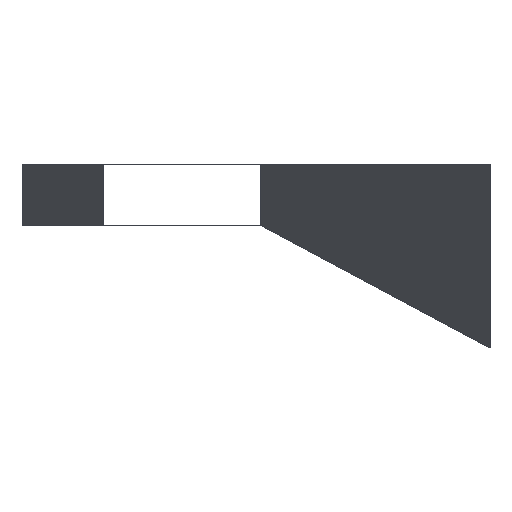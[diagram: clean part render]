
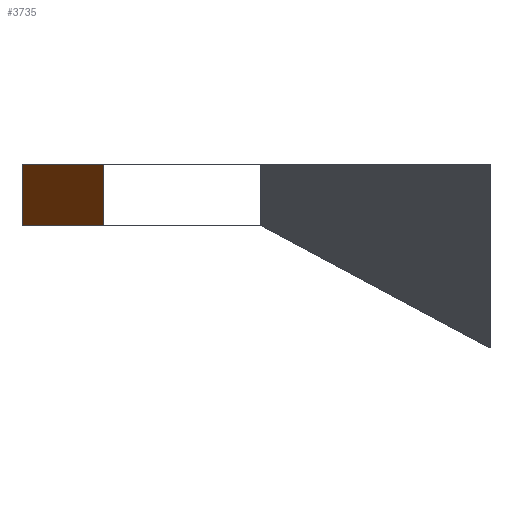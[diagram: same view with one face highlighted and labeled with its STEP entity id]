
A CAD part, left-side view. The second image highlights one B-rep face of the part: STEP entity #3735.
In plain terms, the highlighted face is a extrusion surface.
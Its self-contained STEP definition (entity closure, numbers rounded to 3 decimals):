
#627 = SURFACE_OF_LINEAR_EXTRUSION('',$  /*   NUL REF   */,#628);
#628 = VECTOR('',#629,1.);
#629 = DIRECTION('',(0.,0.,1.));
#1542 = SURFACE_OF_LINEAR_EXTRUSION('',$  /*   NUL REF   */,#1543);
#1543 = VECTOR('',#1544,1.);
#1544 = DIRECTION('',(0.,0.,1.));
#2841 = B_SPLINE_SURFACE_WITH_KNOTS('',1,1,(
    (#2842,#2843)
    ,(#2844,#2845
    )),.UNSPECIFIED.,.F.,.F.,.F.,(2,2),(2,2),(0.,4.818),(
    0.,1.),.PIECEWISE_BEZIER_KNOTS.);
#2842 = CARTESIAN_POINT('',(-46.758,-14.982,-1.));
#2843 = CARTESIAN_POINT('',(-44.069,-13.651,-1.));
#2844 = CARTESIAN_POINT('',(-48.895,-10.664,-1.));
#2845 = CARTESIAN_POINT('',(-46.206,-9.333,-1.));
#3372 = VERTEX_POINT('',#3373);
#3373 = CARTESIAN_POINT('',(-48.895,-10.664,0.));
#3383 = B_SPLINE_SURFACE_WITH_KNOTS('',1,1,(
    (#3384,#3385)
    ,(#3386,#3387
    )),.UNSPECIFIED.,.F.,.F.,.F.,(2,2),(2,2),(0.,4.818),(
    0.,1.),.PIECEWISE_BEZIER_KNOTS.);
#3384 = CARTESIAN_POINT('',(-46.758,-14.982,0.));
#3385 = CARTESIAN_POINT('',(-44.069,-13.651,0.));
#3386 = CARTESIAN_POINT('',(-48.895,-10.664,0.));
#3387 = CARTESIAN_POINT('',(-46.206,-9.333,0.));
#3397 = VERTEX_POINT('',#3398);
#3398 = CARTESIAN_POINT('',(-48.895,-10.664,-1.));
#3415 = EDGE_CURVE('',#3372,#3397,#3416,.T.);
#3416 = SURFACE_CURVE('',#3417,(#3421,#3428),.PCURVE_S1.);
#3417 = LINE('',#3418,#3419);
#3418 = CARTESIAN_POINT('',(-48.895,-10.664,0.));
#3419 = VECTOR('',#3420,1.);
#3420 = DIRECTION('',(0.,0.,-1.));
#3421 = PCURVE('',#627,#3422);
#3422 = DEFINITIONAL_REPRESENTATION('',(#3423),#3427);
#3423 = LINE('',#3424,#3425);
#3424 = CARTESIAN_POINT('',(4.818,0.));
#3425 = VECTOR('',#3426,1.);
#3426 = DIRECTION('',(0.,-1.));
#3427 = ( GEOMETRIC_REPRESENTATION_CONTEXT(2) 
PARAMETRIC_REPRESENTATION_CONTEXT() REPRESENTATION_CONTEXT('2D SPACE',''
  ) );
#3428 = PCURVE('',#3429,#3435);
#3429 = SURFACE_OF_LINEAR_EXTRUSION('',#3430,#3433);
#3430 = B_SPLINE_CURVE_WITH_KNOTS('',1,(#3431,#3432),.UNSPECIFIED.,.F.,
  .F.,(2,2),(0.,1.),.PIECEWISE_BEZIER_KNOTS.);
#3431 = CARTESIAN_POINT('',(-48.895,-10.664,0.));
#3432 = CARTESIAN_POINT('',(-46.206,-9.333,0.));
#3433 = VECTOR('',#3434,1.);
#3434 = DIRECTION('',(0.,0.,1.));
#3435 = DEFINITIONAL_REPRESENTATION('',(#3436),#3440);
#3436 = LINE('',#3437,#3438);
#3437 = CARTESIAN_POINT('',(0.,0.));
#3438 = VECTOR('',#3439,1.);
#3439 = DIRECTION('',(0.,-1.));
#3440 = ( GEOMETRIC_REPRESENTATION_CONTEXT(2) 
PARAMETRIC_REPRESENTATION_CONTEXT() REPRESENTATION_CONTEXT('2D SPACE',''
  ) );
#3446 = VERTEX_POINT('',#3447);
#3447 = CARTESIAN_POINT('',(-46.206,-9.333,-1.));
#3466 = EDGE_CURVE('',#3397,#3446,#3467,.T.);
#3467 = SURFACE_CURVE('',#3468,(#3471,#3478),.PCURVE_S1.);
#3468 = B_SPLINE_CURVE_WITH_KNOTS('',1,(#3469,#3470),.UNSPECIFIED.,.F.,
  .F.,(2,2),(0.,1.),.PIECEWISE_BEZIER_KNOTS.);
#3469 = CARTESIAN_POINT('',(-48.895,-10.664,-1.));
#3470 = CARTESIAN_POINT('',(-46.206,-9.333,-1.));
#3471 = PCURVE('',#2841,#3472);
#3472 = DEFINITIONAL_REPRESENTATION('',(#3473),#3477);
#3473 = LINE('',#3474,#3475);
#3474 = CARTESIAN_POINT('',(4.818,0.));
#3475 = VECTOR('',#3476,1.);
#3476 = DIRECTION('',(0.,1.));
#3477 = ( GEOMETRIC_REPRESENTATION_CONTEXT(2) 
PARAMETRIC_REPRESENTATION_CONTEXT() REPRESENTATION_CONTEXT('2D SPACE',''
  ) );
#3478 = PCURVE('',#3429,#3479);
#3479 = DEFINITIONAL_REPRESENTATION('',(#3480),#3484);
#3480 = LINE('',#3481,#3482);
#3481 = CARTESIAN_POINT('',(0.,-1.));
#3482 = VECTOR('',#3483,1.);
#3483 = DIRECTION('',(1.,0.));
#3484 = ( GEOMETRIC_REPRESENTATION_CONTEXT(2) 
PARAMETRIC_REPRESENTATION_CONTEXT() REPRESENTATION_CONTEXT('2D SPACE',''
  ) );
#3490 = VERTEX_POINT('',#3491);
#3491 = CARTESIAN_POINT('',(-46.206,-9.333,0.));
#3510 = EDGE_CURVE('',#3490,#3446,#3511,.T.);
#3511 = SURFACE_CURVE('',#3512,(#3516,#3523),.PCURVE_S1.);
#3512 = LINE('',#3513,#3514);
#3513 = CARTESIAN_POINT('',(-46.206,-9.333,0.));
#3514 = VECTOR('',#3515,1.);
#3515 = DIRECTION('',(0.,0.,-1.));
#3516 = PCURVE('',#1542,#3517);
#3517 = DEFINITIONAL_REPRESENTATION('',(#3518),#3522);
#3518 = LINE('',#3519,#3520);
#3519 = CARTESIAN_POINT('',(4.818,0.));
#3520 = VECTOR('',#3521,1.);
#3521 = DIRECTION('',(0.,-1.));
#3522 = ( GEOMETRIC_REPRESENTATION_CONTEXT(2) 
PARAMETRIC_REPRESENTATION_CONTEXT() REPRESENTATION_CONTEXT('2D SPACE',''
  ) );
#3523 = PCURVE('',#3429,#3524);
#3524 = DEFINITIONAL_REPRESENTATION('',(#3525),#3529);
#3525 = LINE('',#3526,#3527);
#3526 = CARTESIAN_POINT('',(1.,0.));
#3527 = VECTOR('',#3528,1.);
#3528 = DIRECTION('',(0.,-1.));
#3529 = ( GEOMETRIC_REPRESENTATION_CONTEXT(2) 
PARAMETRIC_REPRESENTATION_CONTEXT() REPRESENTATION_CONTEXT('2D SPACE',''
  ) );
#3715 = EDGE_CURVE('',#3372,#3490,#3716,.T.);
#3716 = SURFACE_CURVE('',#3717,(#3720,#3727),.PCURVE_S1.);
#3717 = B_SPLINE_CURVE_WITH_KNOTS('',1,(#3718,#3719),.UNSPECIFIED.,.F.,
  .F.,(2,2),(0.,1.),.PIECEWISE_BEZIER_KNOTS.);
#3718 = CARTESIAN_POINT('',(-48.895,-10.664,0.));
#3719 = CARTESIAN_POINT('',(-46.206,-9.333,0.));
#3720 = PCURVE('',#3383,#3721);
#3721 = DEFINITIONAL_REPRESENTATION('',(#3722),#3726);
#3722 = LINE('',#3723,#3724);
#3723 = CARTESIAN_POINT('',(4.818,0.));
#3724 = VECTOR('',#3725,1.);
#3725 = DIRECTION('',(0.,1.));
#3726 = ( GEOMETRIC_REPRESENTATION_CONTEXT(2) 
PARAMETRIC_REPRESENTATION_CONTEXT() REPRESENTATION_CONTEXT('2D SPACE',''
  ) );
#3727 = PCURVE('',#3429,#3728);
#3728 = DEFINITIONAL_REPRESENTATION('',(#3729),#3733);
#3729 = LINE('',#3730,#3731);
#3730 = CARTESIAN_POINT('',(0.,0.));
#3731 = VECTOR('',#3732,1.);
#3732 = DIRECTION('',(1.,0.));
#3733 = ( GEOMETRIC_REPRESENTATION_CONTEXT(2) 
PARAMETRIC_REPRESENTATION_CONTEXT() REPRESENTATION_CONTEXT('2D SPACE',''
  ) );
#3735 = ADVANCED_FACE('',(#3736),#3429,.F.);
#3736 = FACE_BOUND('',#3737,.F.);
#3737 = EDGE_LOOP('',(#3738,#3739,#3740,#3741));
#3738 = ORIENTED_EDGE('',*,*,#3415,.T.);
#3739 = ORIENTED_EDGE('',*,*,#3466,.T.);
#3740 = ORIENTED_EDGE('',*,*,#3510,.F.);
#3741 = ORIENTED_EDGE('',*,*,#3715,.F.);
